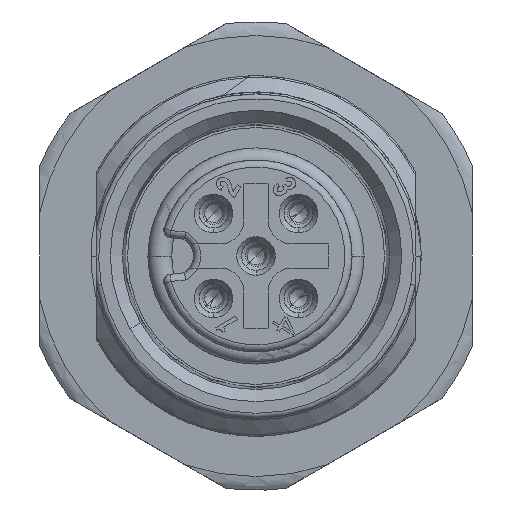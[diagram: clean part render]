
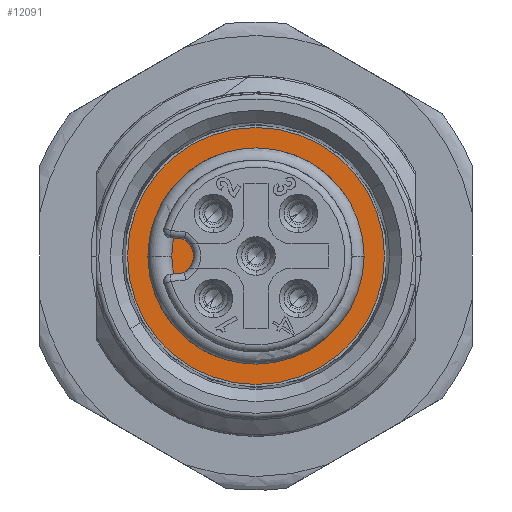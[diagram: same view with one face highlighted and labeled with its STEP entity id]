
A CAD part, front view. The second image highlights one B-rep face of the part: STEP entity #12091.
In plain terms, the highlighted planar face has unit normal (0, -1, 0).
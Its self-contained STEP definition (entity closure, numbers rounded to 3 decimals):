
#641=DIRECTION('',(-0.994,0.,0.108));
#642=VECTOR('',#641,0.58);
#643=CARTESIAN_POINT('',(-3.,-8.5,0.7));
#644=LINE('',#643,#642);
#645=CARTESIAN_POINT('',(-3.413,-8.5,0.));
#646=DIRECTION('',(0.,-1.,0.));
#647=DIRECTION('',(0.508,0.,-0.862));
#648=AXIS2_PLACEMENT_3D('',#645,#646,#647);
#650=DIRECTION('',(0.994,0.,0.108));
#651=VECTOR('',#650,0.58);
#652=CARTESIAN_POINT('',(-3.577,-8.5,-0.763));
#653=LINE('',#652,#651);
#654=CARTESIAN_POINT('',(0.,-8.5,0.));
#655=DIRECTION('',(0.,-1.,0.));
#656=DIRECTION('',(-0.958,0.,-0.287));
#657=AXIS2_PLACEMENT_3D('',#654,#655,#656);
#659=CARTESIAN_POINT('',(0.,-8.5,0.));
#660=DIRECTION('',(0.,-1.,0.));
#661=DIRECTION('',(1.,0.,0.));
#662=AXIS2_PLACEMENT_3D('',#659,#660,#661);
#672=CARTESIAN_POINT('',(0.,-8.5,0.));
#673=DIRECTION('',(0.,1.,0.));
#674=DIRECTION('',(1.,0.,0.));
#675=AXIS2_PLACEMENT_3D('',#672,#673,#674);
#677=CARTESIAN_POINT('',(0.,-8.5,0.));
#678=DIRECTION('',(0.,-1.,0.));
#679=DIRECTION('',(1.,0.,0.));
#680=AXIS2_PLACEMENT_3D('',#677,#678,#679);
#7139=CARTESIAN_POINT('',(-3.545,-8.5,1.061));
#7140=DIRECTION('',(0.,1.,0.));
#7141=DIRECTION('',(-0.108,0.,-0.994));
#7142=AXIS2_PLACEMENT_3D('',#7139,#7140,#7141);
#7477=CARTESIAN_POINT('',(-3.545,-8.5,-1.061));
#7478=DIRECTION('',(0.,1.,0.));
#7479=DIRECTION('',(-0.958,0.,-0.287));
#7480=AXIS2_PLACEMENT_3D('',#7477,#7478,#7479);
#10446=CARTESIAN_POINT('',(5.35,-8.5,0.));
#10448=VERTEX_POINT('',#10446);
#10450=CARTESIAN_POINT('',(-5.35,-8.5,0.));
#10452=VERTEX_POINT('',#10450);
#10880=CARTESIAN_POINT('',(-3.,-8.5,-0.7));
#10881=CARTESIAN_POINT('',(-3.,-8.5,0.7));
#10882=VERTEX_POINT('',#10880);
#10883=VERTEX_POINT('',#10881);
#10910=CARTESIAN_POINT('',(-3.577,-8.5,0.763));
#10911=VERTEX_POINT('',#10910);
#10912=CARTESIAN_POINT('',(-3.577,-8.5,-0.763));
#10913=VERTEX_POINT('',#10912);
#11024=CARTESIAN_POINT('',(4.,-8.5,0.));
#11025=CARTESIAN_POINT('',(-3.832,-8.5,1.147));
#11026=VERTEX_POINT('',#11024);
#11027=VERTEX_POINT('',#11025);
#11028=CARTESIAN_POINT('',(-3.832,-8.5,-1.147));
#11029=VERTEX_POINT('',#11028);
#12066=CARTESIAN_POINT('',(0.,-8.5,0.));
#12067=DIRECTION('',(0.,-1.,0.));
#12068=DIRECTION('',(-1.,0.,0.));
#12069=AXIS2_PLACEMENT_3D('',#12066,#12067,#12068);
#12070=PLANE('',#12069);
#12072=ORIENTED_EDGE('',*,*,#12071,.T.);
#12074=ORIENTED_EDGE('',*,*,#12073,.F.);
#12075=EDGE_LOOP('',(#12072,#12074));
#12076=FACE_OUTER_BOUND('',#12075,.F.);
#12078=ORIENTED_EDGE('',*,*,#12077,.F.);
#12079=ORIENTED_EDGE('',*,*,#12040,.F.);
#12081=ORIENTED_EDGE('',*,*,#12080,.F.);
#12083=ORIENTED_EDGE('',*,*,#12082,.F.);
#12085=ORIENTED_EDGE('',*,*,#12084,.F.);
#12087=ORIENTED_EDGE('',*,*,#12086,.T.);
#12088=ORIENTED_EDGE('',*,*,#12052,.T.);
#12089=EDGE_LOOP('',(#12078,#12079,#12081,#12083,#12085,#12087,#12088));
#12090=FACE_BOUND('',#12089,.F.);
#649=CIRCLE('',#648,0.813);
#658=CIRCLE('',#657,4.);
#663=CIRCLE('',#662,4.);
#676=CIRCLE('',#675,5.35);
#681=CIRCLE('',#680,5.35);
#7143=CIRCLE('',#7142,0.3);
#7481=CIRCLE('',#7480,0.3);
#12040=EDGE_CURVE('',#10883,#10911,#644,.T.);
#12052=EDGE_CURVE('',#11026,#11027,#663,.T.);
#12071=EDGE_CURVE('',#10448,#10452,#676,.T.);
#12073=EDGE_CURVE('',#10448,#10452,#681,.T.);
#12077=EDGE_CURVE('',#10911,#11027,#7143,.T.);
#12080=EDGE_CURVE('',#10882,#10883,#649,.T.);
#12082=EDGE_CURVE('',#10913,#10882,#653,.T.);
#12084=EDGE_CURVE('',#11029,#10913,#7481,.T.);
#12086=EDGE_CURVE('',#11029,#11026,#658,.T.);
#12091=ADVANCED_FACE('',(#12076,#12090),#12070,.T.);
